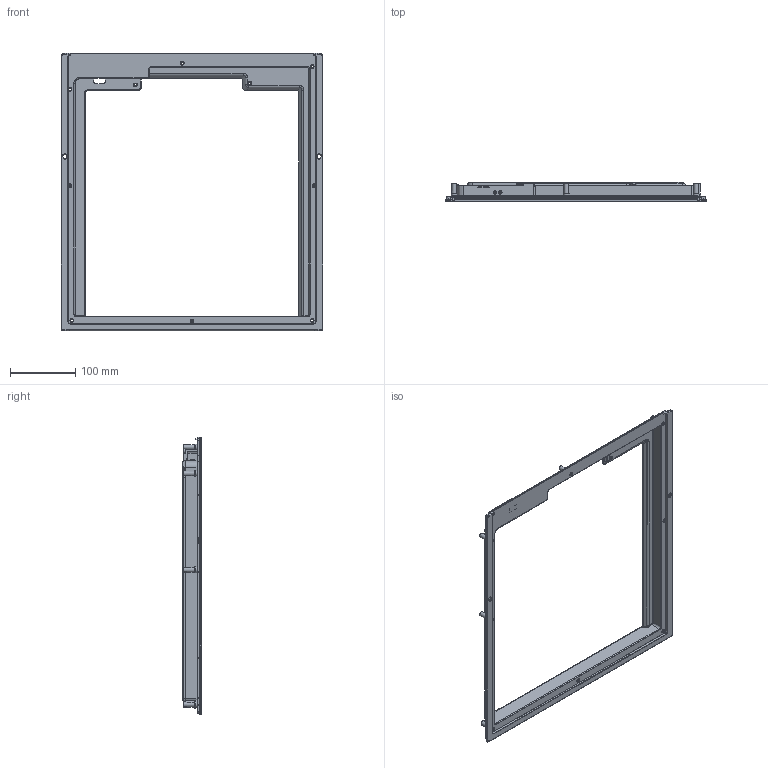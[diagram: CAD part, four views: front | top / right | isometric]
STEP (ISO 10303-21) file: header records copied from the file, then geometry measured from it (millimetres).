
FILE_DESCRIPTION (( 'STEP AP203' ), '1' );
FILE_NAME ('Q2奻裔.STEP', '2025-09-12T02:49:08', ( '' ), ( '' ), 'SwSTEP 2.0', 'SolidWorks 2024', '' );
FILE_SCHEMA (( 'CONFIG_CONTROL_DESIGN' ));
Length unit declared in the file: millimetre
Products named in the file (1): Q2上盖
Bounding box: 402.5 x 29 x 425.94 mm (x, y, z)
Volume: 220310.8 mm3; surface area: 247016.1 mm2
Topology: 2 solids, 2 shells, 530 faces, 1402 edges, 892 vertices
Faces by surface type: plane 279, cylinder 189, torus 28, bspline 22, cone 7, sphere 5
Full cylindrical faces by diameter (mm): 2.5 x2, 3.5 x10, 5.5 x2, 6 x15, 6.2 x2, 7 x7, 7.5 x2, 9 x2
Entity records: 16564 total; most frequent: CARTESIAN_POINT 3651, ORIENTED_EDGE 2660, DIRECTION 2632, EDGE_CURVE 1330, AXIS2_PLACEMENT_3D 886, VERTEX_POINT 869, LINE 860, VECTOR 860
